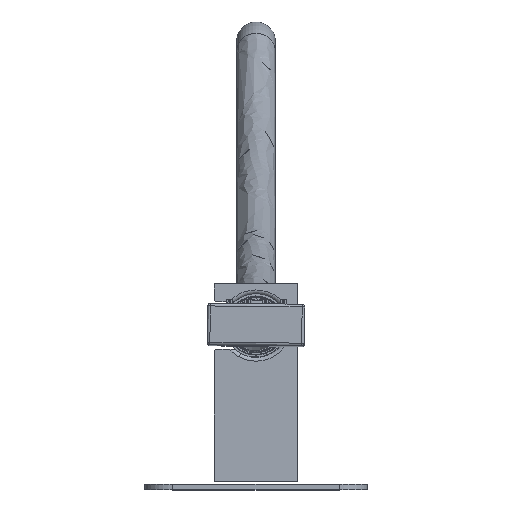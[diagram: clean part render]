
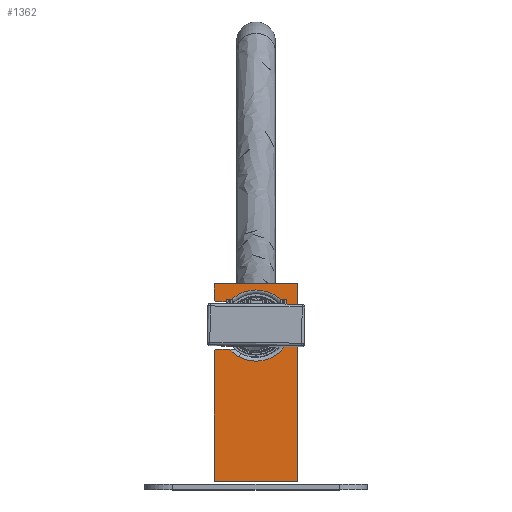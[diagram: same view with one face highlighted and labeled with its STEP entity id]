
A CAD part, top view. The second image highlights one B-rep face of the part: STEP entity #1362.
In plain terms, the highlighted planar face has unit normal (0, 0, 1).
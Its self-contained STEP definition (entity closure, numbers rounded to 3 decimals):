
#356=CARTESIAN_POINT('Vertex',(-15.,-71.,8.5)) ;
#370=CARTESIAN_POINT('Vertex',(15.,-71.,8.5)) ;
#373=CARTESIAN_POINT('Line Origine',(0.,-71.,8.5)) ;
#1009=CARTESIAN_POINT('Vertex',(-9.568,-6.5,8.5)) ;
#1014=CARTESIAN_POINT('Line Origine',(-12.034,-6.5,8.5)) ;
#1018=CARTESIAN_POINT('Vertex',(-14.5,-6.5,8.5)) ;
#1048=CARTESIAN_POINT('Line Origine',(-14.75,-6.25,8.5)) ;
#1052=CARTESIAN_POINT('Vertex',(-15.,-6.,8.5)) ;
#1072=CARTESIAN_POINT('Line Origine',(-15.,-3.,8.5)) ;
#1076=CARTESIAN_POINT('Vertex',(-15.,0.,8.5)) ;
#1100=CARTESIAN_POINT('Vertex',(15.,0.,8.5)) ;
#1103=CARTESIAN_POINT('Line Origine',(0.,0.,8.5)) ;
#1120=CARTESIAN_POINT('Line Origine',(15.,-35.5,8.5)) ;
#1136=CARTESIAN_POINT('Vertex',(-15.,-24.,8.5)) ;
#1139=CARTESIAN_POINT('Line Origine',(-15.,-47.5,8.5)) ;
#1156=CARTESIAN_POINT('Line Origine',(-14.75,-23.75,8.5)) ;
#1160=CARTESIAN_POINT('Vertex',(-14.5,-23.5,8.5)) ;
#1180=CARTESIAN_POINT('Line Origine',(-12.034,-23.5,8.5)) ;
#1184=CARTESIAN_POINT('Vertex',(-9.568,-23.5,8.5)) ;
#1316=CARTESIAN_POINT('Vertex',(6.136,-3.768,8.5)) ;
#1319=CARTESIAN_POINT('Axis2P3D Location',(0.,-15.,8.5)) ;
#1331=CARTESIAN_POINT('Axis2P3D Location',(15.,0.,8.5)) ;
#1336=CARTESIAN_POINT('Axis2P3D Location',(0.,-15.,8.5)) ;
#1340=CARTESIAN_POINT('Vertex',(-6.136,-26.232,8.5)) ;
#1343=CARTESIAN_POINT('Axis2P3D Location',(0.,-15.,8.5)) ;
#375=VECTOR('Line Direction',#374,1.) ;
#1016=VECTOR('Line Direction',#1015,1.) ;
#1050=VECTOR('Line Direction',#1049,1.) ;
#1074=VECTOR('Line Direction',#1073,1.) ;
#1105=VECTOR('Line Direction',#1104,1.) ;
#1122=VECTOR('Line Direction',#1121,1.) ;
#1141=VECTOR('Line Direction',#1140,1.) ;
#1158=VECTOR('Line Direction',#1157,1.) ;
#1182=VECTOR('Line Direction',#1181,1.) ;
#374=DIRECTION('Vector Direction',(-1.,0.,0.)) ;
#1015=DIRECTION('Vector Direction',(1.,0.,0.)) ;
#1049=DIRECTION('Vector Direction',(-0.707,0.707,0.)) ;
#1073=DIRECTION('Vector Direction',(0.,-1.,0.)) ;
#1104=DIRECTION('Vector Direction',(-1.,0.,0.)) ;
#1121=DIRECTION('Vector Direction',(0.,-1.,0.)) ;
#1140=DIRECTION('Vector Direction',(0.,-1.,0.)) ;
#1157=DIRECTION('Vector Direction',(0.707,0.707,0.)) ;
#1181=DIRECTION('Vector Direction',(1.,0.,0.)) ;
#1320=DIRECTION('Axis2P3D Direction',(-0.,0.,1.)) ;
#1332=DIRECTION('Axis2P3D Direction',(0.,0.,1.)) ;
#1333=DIRECTION('Axis2P3D XDirection',(-1.,0.,0.)) ;
#1337=DIRECTION('Axis2P3D Direction',(0.,0.,1.)) ;
#1344=DIRECTION('Axis2P3D Direction',(0.,0.,1.)) ;
#1321=AXIS2_PLACEMENT_3D('Circle Axis2P3D',#1319,#1320,$) ;
#1334=AXIS2_PLACEMENT_3D('Plane Axis2P3D',#1331,#1332,#1333) ;
#1338=AXIS2_PLACEMENT_3D('Circle Axis2P3D',#1336,#1337,$) ;
#1345=AXIS2_PLACEMENT_3D('Circle Axis2P3D',#1343,#1344,$) ;
#376=LINE('Line',#373,#375) ;
#1017=LINE('Line',#1014,#1016) ;
#1051=LINE('Line',#1048,#1050) ;
#1075=LINE('Line',#1072,#1074) ;
#1106=LINE('Line',#1103,#1105) ;
#1123=LINE('Line',#1120,#1122) ;
#1142=LINE('Line',#1139,#1141) ;
#1159=LINE('Line',#1156,#1158) ;
#1183=LINE('Line',#1180,#1182) ;
#1322=CIRCLE('generated circle',#1321,12.799) ;
#1339=CIRCLE('generated circle',#1338,12.799) ;
#1346=CIRCLE('generated circle',#1345,12.799) ;
#1335=PLANE('',#1334) ;
#377=EDGE_CURVE('',#371,#357,#376,.T.) ;
#1020=EDGE_CURVE('',#1019,#1010,#1017,.T.) ;
#1054=EDGE_CURVE('',#1019,#1053,#1051,.T.) ;
#1078=EDGE_CURVE('',#1077,#1053,#1075,.T.) ;
#1107=EDGE_CURVE('',#1077,#1101,#1106,.F.) ;
#1124=EDGE_CURVE('',#1101,#371,#1123,.T.) ;
#1143=EDGE_CURVE('',#1137,#357,#1142,.T.) ;
#1162=EDGE_CURVE('',#1137,#1161,#1159,.T.) ;
#1186=EDGE_CURVE('',#1161,#1185,#1183,.T.) ;
#1323=EDGE_CURVE('',#1010,#1317,#1322,.F.) ;
#1342=EDGE_CURVE('',#1317,#1341,#1339,.F.) ;
#1347=EDGE_CURVE('',#1341,#1185,#1346,.F.) ;
#1349=ORIENTED_EDGE('',*,*,#1020,.T.) ;
#1350=ORIENTED_EDGE('',*,*,#1323,.T.) ;
#1351=ORIENTED_EDGE('',*,*,#1342,.T.) ;
#1352=ORIENTED_EDGE('',*,*,#1347,.T.) ;
#1353=ORIENTED_EDGE('',*,*,#1186,.F.) ;
#1354=ORIENTED_EDGE('',*,*,#1162,.F.) ;
#1355=ORIENTED_EDGE('',*,*,#1143,.T.) ;
#1356=ORIENTED_EDGE('',*,*,#377,.F.) ;
#1357=ORIENTED_EDGE('',*,*,#1124,.F.) ;
#1358=ORIENTED_EDGE('',*,*,#1107,.F.) ;
#1359=ORIENTED_EDGE('',*,*,#1078,.T.) ;
#1360=ORIENTED_EDGE('',*,*,#1054,.F.) ;
#1348=EDGE_LOOP('',(#1349,#1350,#1351,#1352,#1353,#1354,#1355,#1356,#1357,#1358,#1359,#1360)) ;
#357=VERTEX_POINT('',#356) ;
#371=VERTEX_POINT('',#370) ;
#1010=VERTEX_POINT('',#1009) ;
#1019=VERTEX_POINT('',#1018) ;
#1053=VERTEX_POINT('',#1052) ;
#1077=VERTEX_POINT('',#1076) ;
#1101=VERTEX_POINT('',#1100) ;
#1137=VERTEX_POINT('',#1136) ;
#1161=VERTEX_POINT('',#1160) ;
#1185=VERTEX_POINT('',#1184) ;
#1317=VERTEX_POINT('',#1316) ;
#1341=VERTEX_POINT('',#1340) ;
#1362=ADVANCED_FACE('PR.0301.12_AllCATPart.1\\PartBody',(#1361),#1335,.T.) ;
#1361=FACE_OUTER_BOUND('',#1348,.T.) ;
